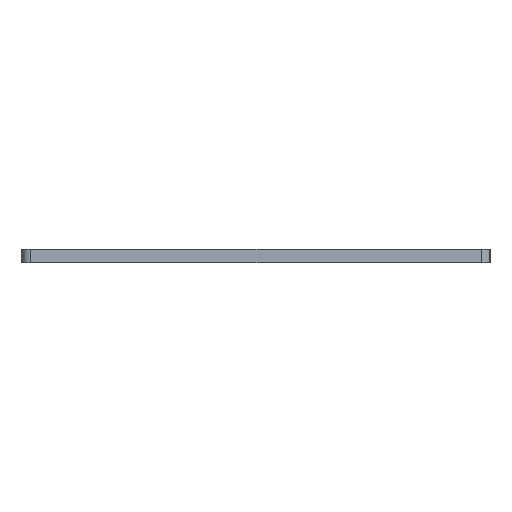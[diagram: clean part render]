
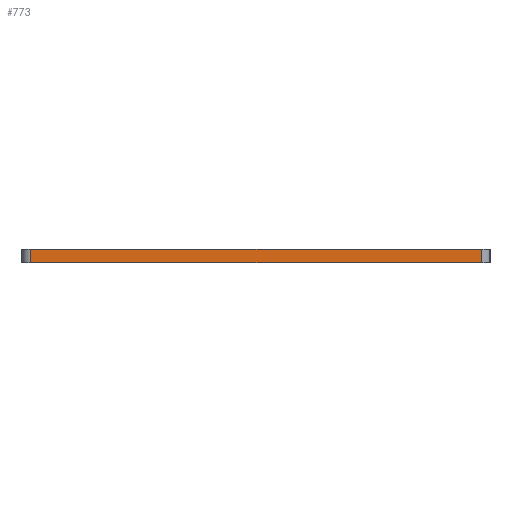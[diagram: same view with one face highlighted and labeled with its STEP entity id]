
A CAD part, left-side view. The second image highlights one B-rep face of the part: STEP entity #773.
In plain terms, the highlighted planar face has unit normal (-1, 0, 0).
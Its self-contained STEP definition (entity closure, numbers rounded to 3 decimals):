
#59=PLANE('',#873);
#95=FACE_OUTER_BOUND('',#149,.T.);
#149=EDGE_LOOP('',(#671,#672,#673,#674));
#188=LINE('',#1196,#243);
#221=LINE('',#1313,#276);
#222=LINE('',#1316,#277);
#223=LINE('',#1317,#278);
#243=VECTOR('',#968,10.);
#276=VECTOR('',#1097,10.);
#277=VECTOR('',#1100,10.);
#278=VECTOR('',#1101,10.);
#360=VERTEX_POINT('',#1193);
#361=VERTEX_POINT('',#1195);
#397=VERTEX_POINT('',#1311);
#398=VERTEX_POINT('',#1315);
#441=EDGE_CURVE('',#360,#361,#188,.T.);
#500=EDGE_CURVE('',#397,#361,#221,.T.);
#501=EDGE_CURVE('',#398,#397,#222,.T.);
#502=EDGE_CURVE('',#398,#360,#223,.T.);
#671=ORIENTED_EDGE('',*,*,#501,.T.);
#672=ORIENTED_EDGE('',*,*,#500,.T.);
#673=ORIENTED_EDGE('',*,*,#441,.F.);
#674=ORIENTED_EDGE('',*,*,#502,.F.);
#773=ADVANCED_FACE('',(#95),#59,.T.);
#873=AXIS2_PLACEMENT_3D('',#1314,#1098,#1099);
#968=DIRECTION('',(0.,-1.,0.));
#1097=DIRECTION('',(0.,0.,1.));
#1098=DIRECTION('center_axis',(-1.,0.,0.));
#1099=DIRECTION('ref_axis',(0.,-1.,0.));
#1100=DIRECTION('',(0.,-1.,0.));
#1101=DIRECTION('',(0.,0.,1.));
#1193=CARTESIAN_POINT('',(-6.105,99.508,9.));
#1195=CARTESIAN_POINT('',(-6.105,-3.742,9.));
#1196=CARTESIAN_POINT('',(-6.105,99.508,9.));
#1311=CARTESIAN_POINT('',(-6.105,-3.742,6.));
#1313=CARTESIAN_POINT('',(-6.105,-3.742,6.));
#1314=CARTESIAN_POINT('Origin',(-6.105,99.508,6.));
#1315=CARTESIAN_POINT('',(-6.105,99.508,6.));
#1316=CARTESIAN_POINT('',(-6.105,99.508,6.));
#1317=CARTESIAN_POINT('',(-6.105,99.508,6.));
